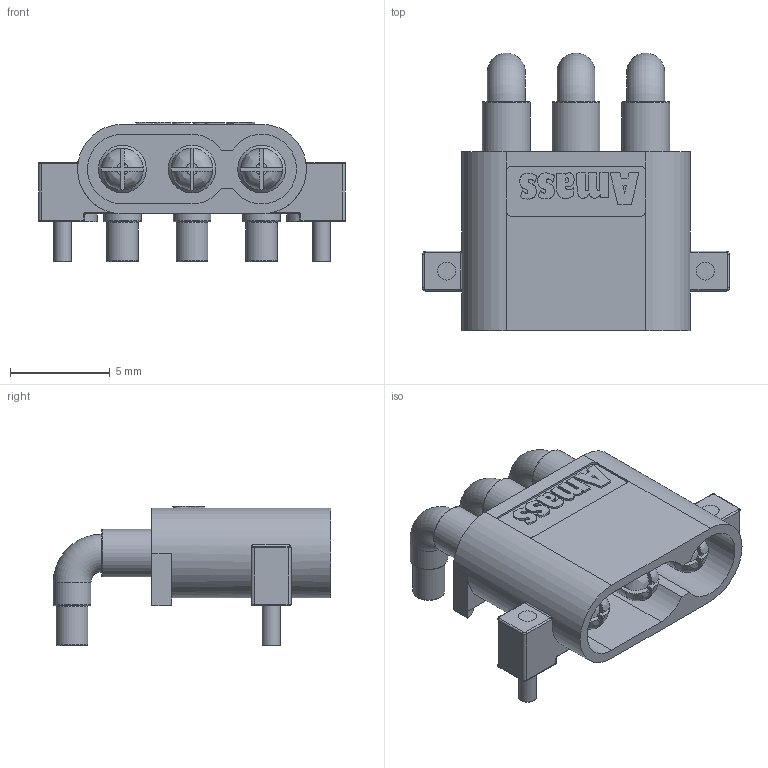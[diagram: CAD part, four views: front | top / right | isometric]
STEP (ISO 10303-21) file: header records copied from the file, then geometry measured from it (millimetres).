
FILE_DESCRIPTION(/* description */ (''),/* implementation_level */ '2;1');
FILE_NAME(/* name */ 'MR30PW-M v2.step',/* time_stamp */ '2021-04-25T22:22:10-04:00',/* author */ (''),/* organization */ (''),/* preprocessor_version */ 'ST-DEVELOPER v18.1',/* originating_system */ 'Autodesk Translation Framework v10.6.0.1341',/* authorisation */ '');
FILE_SCHEMA (('AUTOMOTIVE_DESIGN { 1 0 10303 214 3 1 1 }'));
Length unit declared in the file: millimetre
Products named in the file (4): MR30PW-M; Body; PCB Pins; Pin 2
Assembly tree (5 placements, depth 2):
  MR30PW-M
    Body
    PCB Pins
    Pin 2  x3
Bounding box: 15.4 x 13.95 x 7 mm (x, y, z)
Volume: 333.5 mm3; surface area: 1221.4 mm2
Topology: 40 solids, 40 shells, 733 faces, 1894 edges, 1242 vertices
Faces by surface type: bspline 408, plane 225, cylinder 70, torus 23, sphere 4, cone 3
Full cylindrical faces by diameter (mm): 0.9 x4, 1.6 x3, 1.9 x3, 2.4 x3
Entity records: 21144 total; most frequent: CARTESIAN_POINT 7275, ORIENTED_EDGE 3504, EDGE_CURVE 1752, DIRECTION 1637, VERTEX_POINT 1150, LINE 813, VECTOR 813, B_SPLINE_CURVE_WITH_KNOTS 792
